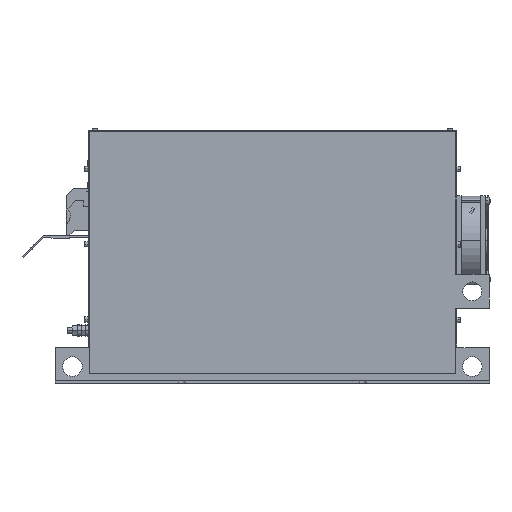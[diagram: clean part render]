
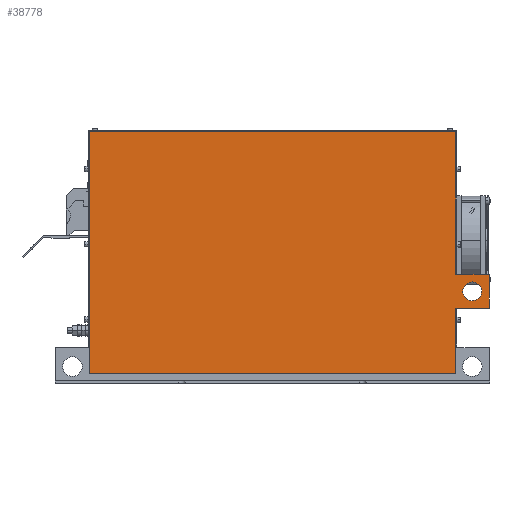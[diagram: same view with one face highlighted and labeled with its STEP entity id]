
A CAD part, front view. The second image highlights one B-rep face of the part: STEP entity #38778.
In plain terms, the highlighted planar face has unit normal (0, -1, 0).
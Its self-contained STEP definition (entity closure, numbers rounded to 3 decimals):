
#4650=DIRECTION('',(1.,0.,0.));
#4651=VECTOR('',#4650,487.);
#4652=CARTESIAN_POINT('',(-302.743,-75.933,311.5));
#4653=LINE('',#4652,#4651);
#4654=DIRECTION('',(0.,0.,-1.));
#4655=VECTOR('',#4654,189.5);
#4656=CARTESIAN_POINT('',(184.257,-75.933,311.5));
#4657=LINE('',#4656,#4655);
#4658=DIRECTION('',(1.,0.,0.));
#4659=VECTOR('',#4658,44.4);
#4660=CARTESIAN_POINT('',(184.257,-75.933,122.));
#4661=LINE('',#4660,#4659);
#4662=DIRECTION('',(0.,0.,-1.));
#4663=VECTOR('',#4662,45.);
#4664=CARTESIAN_POINT('',(228.657,-75.933,122.));
#4665=LINE('',#4664,#4663);
#4666=DIRECTION('',(-1.,0.,0.));
#4667=VECTOR('',#4666,44.4);
#4668=CARTESIAN_POINT('',(228.657,-75.933,77.));
#4669=LINE('',#4668,#4667);
#4670=DIRECTION('',(0.,0.,-1.));
#4671=VECTOR('',#4670,87.15);
#4672=CARTESIAN_POINT('',(184.257,-75.933,77.));
#4673=LINE('',#4672,#4671);
#4674=DIRECTION('',(-1.,0.,0.));
#4675=VECTOR('',#4674,487.);
#4676=CARTESIAN_POINT('',(184.257,-75.933,-10.15));
#4677=LINE('',#4676,#4675);
#4678=DIRECTION('',(0.,0.,1.));
#4679=VECTOR('',#4678,321.65);
#4680=CARTESIAN_POINT('',(-302.743,-75.933,-10.15));
#4681=LINE('',#4680,#4679);
#4682=CARTESIAN_POINT('',(206.157,-75.933,99.5));
#4683=DIRECTION('',(0.,-1.,0.));
#4684=DIRECTION('',(-1.,0.,0.));
#4685=AXIS2_PLACEMENT_3D('',#4682,#4683,#4684);
#4687=CARTESIAN_POINT('',(206.157,-75.933,99.5));
#4688=DIRECTION('',(0.,-1.,0.));
#4689=DIRECTION('',(1.,0.,0.));
#4690=AXIS2_PLACEMENT_3D('',#4687,#4688,#4689);
#28932=CARTESIAN_POINT('',(-302.743,-75.933,311.5));
#28933=VERTEX_POINT('',#28932);
#28934=CARTESIAN_POINT('',(-302.743,-75.933,-10.15));
#28935=VERTEX_POINT('',#28934);
#28938=CARTESIAN_POINT('',(184.257,-75.933,311.5));
#28939=VERTEX_POINT('',#28938);
#28944=CARTESIAN_POINT('',(228.657,-75.933,122.));
#28945=VERTEX_POINT('',#28944);
#28946=CARTESIAN_POINT('',(184.257,-75.933,122.));
#28947=VERTEX_POINT('',#28946);
#28956=CARTESIAN_POINT('',(184.257,-75.933,77.));
#28957=VERTEX_POINT('',#28956);
#28958=CARTESIAN_POINT('',(228.657,-75.933,77.));
#28959=VERTEX_POINT('',#28958);
#28962=CARTESIAN_POINT('',(184.257,-75.933,-10.15));
#28963=VERTEX_POINT('',#28962);
#28964=CARTESIAN_POINT('',(193.657,-75.933,99.5));
#28965=CARTESIAN_POINT('',(218.657,-75.933,99.5));
#28966=VERTEX_POINT('',#28964);
#28967=VERTEX_POINT('',#28965);
#38755=CARTESIAN_POINT('',(0.,-75.933,0.));
#38756=DIRECTION('',(0.,-1.,0.));
#38757=DIRECTION('',(1.,0.,0.));
#38758=AXIS2_PLACEMENT_3D('',#38755,#38756,#38757);
#38759=PLANE('',#38758);
#38760=ORIENTED_EDGE('',*,*,#38627,.T.);
#38762=ORIENTED_EDGE('',*,*,#38761,.T.);
#38763=ORIENTED_EDGE('',*,*,#38662,.T.);
#38765=ORIENTED_EDGE('',*,*,#38764,.T.);
#38766=ORIENTED_EDGE('',*,*,#38700,.T.);
#38767=ORIENTED_EDGE('',*,*,#38730,.T.);
#38768=ORIENTED_EDGE('',*,*,#38749,.T.);
#38769=ORIENTED_EDGE('',*,*,#38611,.T.);
#38770=EDGE_LOOP('',(#38760,#38762,#38763,#38765,#38766,#38767,#38768,#38769));
#38771=FACE_OUTER_BOUND('',#38770,.F.);
#38773=ORIENTED_EDGE('',*,*,#38772,.T.);
#38775=ORIENTED_EDGE('',*,*,#38774,.T.);
#38776=EDGE_LOOP('',(#38773,#38775));
#38777=FACE_BOUND('',#38776,.F.);
#38778=ADVANCED_FACE('',(#38771,#38777),#38759,.T.);
#4686=CIRCLE('',#4685,12.5);
#4691=CIRCLE('',#4690,12.5);
#38611=EDGE_CURVE('',#28935,#28933,#4681,.T.);
#38627=EDGE_CURVE('',#28933,#28939,#4653,.T.);
#38662=EDGE_CURVE('',#28947,#28945,#4661,.T.);
#38700=EDGE_CURVE('',#28959,#28957,#4669,.T.);
#38730=EDGE_CURVE('',#28957,#28963,#4673,.T.);
#38749=EDGE_CURVE('',#28963,#28935,#4677,.T.);
#38761=EDGE_CURVE('',#28939,#28947,#4657,.T.);
#38764=EDGE_CURVE('',#28945,#28959,#4665,.T.);
#38772=EDGE_CURVE('',#28966,#28967,#4686,.T.);
#38774=EDGE_CURVE('',#28967,#28966,#4691,.T.);
